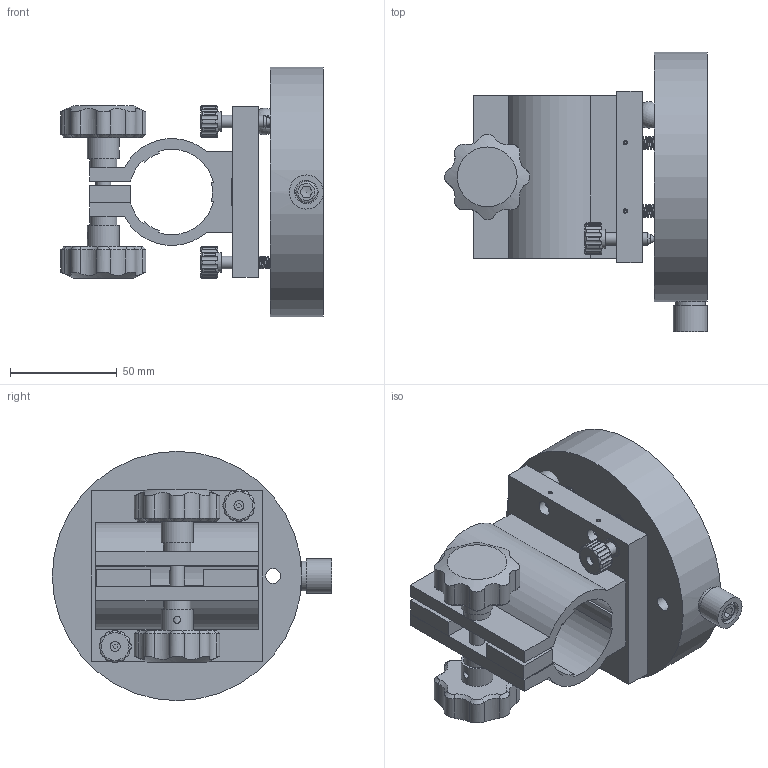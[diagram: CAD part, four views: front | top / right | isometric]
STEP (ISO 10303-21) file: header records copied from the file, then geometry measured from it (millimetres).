
FILE_DESCRIPTION (( 'STEP AP203' ), '1' );
FILE_NAME ('04RMM-4S(M).STEP', '2024-06-11T09:18:07', ( '' ), ( '' ), 'SwSTEP 2.0', 'SolidWorks 2022', '' );
FILE_SCHEMA (( 'CONFIG_CONTROL_DESIGN' ));
Length unit declared in the file: millimetre
Products named in the file (1): 04RMM-4S(M)
Bounding box: 123.1 x 130.8 x 116.8 mm (x, y, z)
Volume: 322510.7 mm3; surface area: 111717.9 mm2
Topology: 37 solids, 37 shells, 596 faces, 1404 edges, 904 vertices
Faces by surface type: cylinder 258, plane 229, cone 70, torus 24, bspline 10, sphere 5
Full cylindrical faces by diameter (mm): 0.6 x6, 2 x6, 3 x2, 3.3 x6, 4 x6, 4.5 x4, 4.7 x2, 5 x13, 5.9 x2, 6 x9, 6.35 x2, 6.6 x3, 7 x14, 7.3 x2, 8 x4, 9 x2, 9.5 x4, 10 x1, 11 x4, 12.7 x2, 14 x1, 15 x2, 16 x1, 116.8 x1
Entity records: 20874 total; most frequent: CARTESIAN_POINT 8287, DIRECTION 2548, ORIENTED_EDGE 2312, EDGE_CURVE 1156, AXIS2_PLACEMENT_3D 1027, EDGE_LOOP 866, VERTEX_POINT 834, FACE_OUTER_BOUND 726
